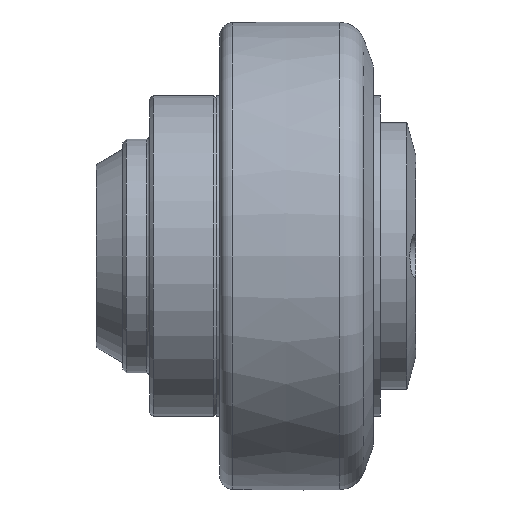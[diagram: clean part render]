
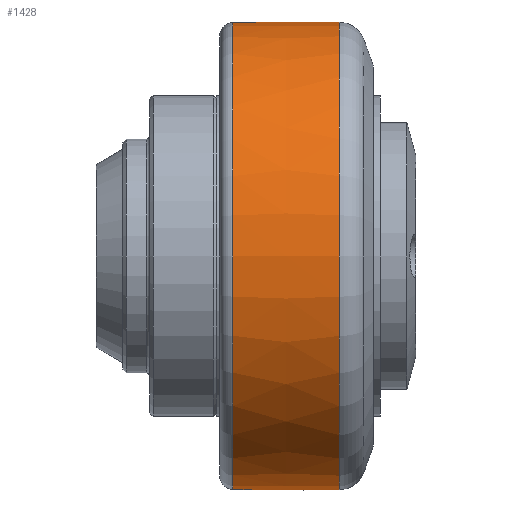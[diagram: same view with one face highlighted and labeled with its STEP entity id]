
A CAD part, front view. The second image highlights one B-rep face of the part: STEP entity #1428.
In plain terms, the highlighted free-form (B-spline) face has degree [2, 2] with [3, 9] control points.
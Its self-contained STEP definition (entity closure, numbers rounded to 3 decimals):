
#37=(
BOUNDED_SURFACE()
B_SPLINE_SURFACE(2,2,((#2270,#2271,#2272,#2273,#2274,#2275,#2276,#2277,
#2278),(#2279,#2280,#2281,#2282,#2283,#2284,#2285,#2286,#2287),(#2288,#2289,
#2290,#2291,#2292,#2293,#2294,#2295,#2296)),.UNSPECIFIED.,.F.,.T.,.F.)
B_SPLINE_SURFACE_WITH_KNOTS((3,3),(3,2,2,2,3),(-0.019,0.013),
(-3.142,-1.571,0.,1.571,3.142),
 .UNSPECIFIED.)
GEOMETRIC_REPRESENTATION_ITEM()
RATIONAL_B_SPLINE_SURFACE(((1.,0.707,1.,0.707,1.,
0.707,1.,0.707,1.),(1.,0.707,
1.,0.707,1.,0.707,1.,
0.707,1.),(1.,0.707,1.,0.707,
1.,0.707,1.,0.707,1.)))
REPRESENTATION_ITEM('')
SURFACE()
);
#242=FACE_OUTER_BOUND('',#327,.T.);
#327=EDGE_LOOP('',(#953,#954,#955,#956,#957,#958));
#437=CIRCLE('',#1559,35.009);
#438=CIRCLE('',#1560,35.009);
#440=CIRCLE('',#1562,500.);
#441=CIRCLE('',#1563,34.959);
#442=CIRCLE('',#1564,34.959);
#559=VERTEX_POINT('',#2264);
#560=VERTEX_POINT('',#2266);
#561=VERTEX_POINT('',#2297);
#562=VERTEX_POINT('',#2299);
#715=EDGE_CURVE('',#559,#560,#437,.T.);
#716=EDGE_CURVE('',#560,#559,#438,.T.);
#718=EDGE_CURVE('',#559,#561,#440,.T.);
#719=EDGE_CURVE('',#562,#561,#441,.T.);
#720=EDGE_CURVE('',#561,#562,#442,.T.);
#953=ORIENTED_EDGE('',*,*,#716,.F.);
#954=ORIENTED_EDGE('',*,*,#715,.F.);
#955=ORIENTED_EDGE('',*,*,#718,.T.);
#956=ORIENTED_EDGE('',*,*,#719,.F.);
#957=ORIENTED_EDGE('',*,*,#720,.F.);
#958=ORIENTED_EDGE('',*,*,#718,.F.);
#1428=ADVANCED_FACE('',(#242),#37,.F.);
#1559=AXIS2_PLACEMENT_3D('',#2267,#1813,#1814);
#1560=AXIS2_PLACEMENT_3D('',#2268,#1815,#1816);
#1562=AXIS2_PLACEMENT_3D('',#2298,#1819,#1820);
#1563=AXIS2_PLACEMENT_3D('',#2300,#1821,#1822);
#1564=AXIS2_PLACEMENT_3D('',#2301,#1823,#1824);
#1813=DIRECTION('center_axis',(1.,0.,0.));
#1814=DIRECTION('ref_axis',(0.,1.,0.));
#1815=DIRECTION('center_axis',(1.,0.,0.));
#1816=DIRECTION('ref_axis',(0.,1.,0.));
#1819=DIRECTION('center_axis',(0.,1.,0.));
#1820=DIRECTION('ref_axis',(0.,0.,-1.));
#1821=DIRECTION('center_axis',(-1.,0.,0.));
#1822=DIRECTION('ref_axis',(0.,1.,0.));
#1823=DIRECTION('center_axis',(-1.,0.,0.));
#1824=DIRECTION('ref_axis',(0.,1.,0.));
#2264=CARTESIAN_POINT('',(36.381,0.,-35.009));
#2266=CARTESIAN_POINT('',(36.381,-35.009,0.));
#2267=CARTESIAN_POINT('Origin',(36.381,0.,0.));
#2268=CARTESIAN_POINT('Origin',(36.381,0.,0.));
#2270=CARTESIAN_POINT('Ctrl Pts',(20.462,0.,
-34.959));
#2271=CARTESIAN_POINT('Ctrl Pts',(20.462,34.959,-34.959));
#2272=CARTESIAN_POINT('Ctrl Pts',(20.462,34.959,0.));
#2273=CARTESIAN_POINT('Ctrl Pts',(20.462,34.959,34.959));
#2274=CARTESIAN_POINT('Ctrl Pts',(20.462,0.,
34.959));
#2275=CARTESIAN_POINT('Ctrl Pts',(20.462,-34.959,34.959));
#2276=CARTESIAN_POINT('Ctrl Pts',(20.462,-34.959,0.));
#2277=CARTESIAN_POINT('Ctrl Pts',(20.462,-34.959,-34.959));
#2278=CARTESIAN_POINT('Ctrl Pts',(20.462,0.,
-34.959));
#2279=CARTESIAN_POINT('Ctrl Pts',(28.421,0.,
-35.111));
#2280=CARTESIAN_POINT('Ctrl Pts',(28.421,35.111,-35.111));
#2281=CARTESIAN_POINT('Ctrl Pts',(28.421,35.111,0.));
#2282=CARTESIAN_POINT('Ctrl Pts',(28.421,35.111,35.111));
#2283=CARTESIAN_POINT('Ctrl Pts',(28.421,0.,
35.111));
#2284=CARTESIAN_POINT('Ctrl Pts',(28.421,-35.111,35.111));
#2285=CARTESIAN_POINT('Ctrl Pts',(28.421,-35.111,0.));
#2286=CARTESIAN_POINT('Ctrl Pts',(28.421,-35.111,-35.111));
#2287=CARTESIAN_POINT('Ctrl Pts',(28.421,0.,
-35.111));
#2288=CARTESIAN_POINT('Ctrl Pts',(36.381,0.,
-35.009));
#2289=CARTESIAN_POINT('Ctrl Pts',(36.381,35.009,-35.009));
#2290=CARTESIAN_POINT('Ctrl Pts',(36.381,35.009,0.));
#2291=CARTESIAN_POINT('Ctrl Pts',(36.381,35.009,35.009));
#2292=CARTESIAN_POINT('Ctrl Pts',(36.381,0.,
35.009));
#2293=CARTESIAN_POINT('Ctrl Pts',(36.381,-35.009,35.009));
#2294=CARTESIAN_POINT('Ctrl Pts',(36.381,-35.009,0.));
#2295=CARTESIAN_POINT('Ctrl Pts',(36.381,-35.009,-35.009));
#2296=CARTESIAN_POINT('Ctrl Pts',(36.381,0.,
-35.009));
#2297=CARTESIAN_POINT('',(20.462,0.,-34.959));
#2298=CARTESIAN_POINT('Origin',(30.,0.,
464.95));
#2299=CARTESIAN_POINT('',(20.462,-34.959,0.));
#2300=CARTESIAN_POINT('Origin',(20.462,0.,0.));
#2301=CARTESIAN_POINT('Origin',(20.462,0.,0.));
